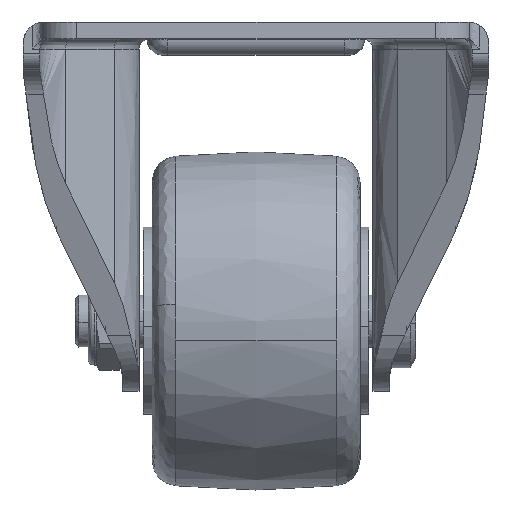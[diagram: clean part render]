
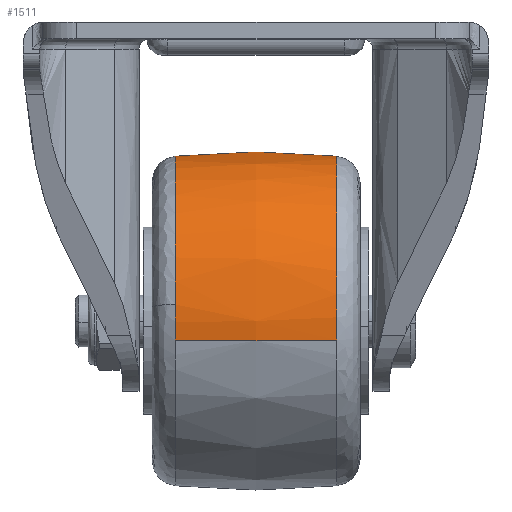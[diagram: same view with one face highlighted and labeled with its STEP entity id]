
A CAD part, left-side view. The second image highlights one B-rep face of the part: STEP entity #1511.
In plain terms, the highlighted free-form (B-spline) face has degree [2, 2] with [3, 9] control points.
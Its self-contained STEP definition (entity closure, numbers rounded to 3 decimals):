
#1022=CARTESIAN_POINT('',(30.957,15.517,-64.301));
#1023=VERTEX_POINT('',#1022);
#1037=CARTESIAN_POINT('',(0.0,15.517,-89.195));
#1038=VERTEX_POINT('',#1037);
#1039=CARTESIAN_POINT('',(30.957,15.517,-64.301));
#1040=CARTESIAN_POINT('',(25.488,15.517,-89.195));
#1041=CARTESIAN_POINT('',(0.0,15.517,-89.195));
#1049=(BOUNDED_CURVE()B_SPLINE_CURVE(2,(#1039,#1040,#1041),.UNSPECIFIED.,.F.,.U.)B_SPLINE_CURVE_WITH_KNOTS((3,3),(0.287,0.5),.UNSPECIFIED.)CURVE()GEOMETRIC_REPRESENTATION_ITEM()RATIONAL_B_SPLINE_CURVE((0.927,0.75,1.0))REPRESENTATION_ITEM(''));
#1050=EDGE_CURVE('',#1023,#1038,#1049,.T.);
#1052=CARTESIAN_POINT('',(-31.483,15.517,-61.16));
#1053=VERTEX_POINT('',#1052);
#1067=CARTESIAN_POINT('',(-31.535,15.517,-54.319));
#1068=VERTEX_POINT('',#1067);
#1069=CARTESIAN_POINT('',(-31.483,15.517,-61.16));
#1070=CARTESIAN_POINT('',(-31.695,15.517,-59.336));
#1071=CARTESIAN_POINT('',(-31.695,15.517,-57.5));
#1072=CARTESIAN_POINT('',(-31.695,15.517,-55.905));
#1073=CARTESIAN_POINT('',(-31.535,15.517,-54.319));
#1081=(BOUNDED_CURVE()B_SPLINE_CURVE(2,(#1069,#1070,#1071,#1072,#1073),.UNSPECIFIED.,.F.,.U.)B_SPLINE_CURVE_WITH_KNOTS((3,2,3),(0.73,0.75,0.767),.UNSPECIFIED.)CURVE()GEOMETRIC_REPRESENTATION_ITEM()RATIONAL_B_SPLINE_CURVE((0.957,0.977,1.0,0.98,0.962))REPRESENTATION_ITEM(''));
#1082=EDGE_CURVE('',#1053,#1068,#1081,.T.);
#1177=CARTESIAN_POINT('',(0.0,15.517,-25.805));
#1178=VERTEX_POINT('',#1177);
#1179=CARTESIAN_POINT('',(-31.535,15.517,-54.319));
#1180=CARTESIAN_POINT('',(-28.659,15.517,-25.805));
#1181=CARTESIAN_POINT('',(0.0,15.517,-25.805));
#1189=(BOUNDED_CURVE()B_SPLINE_CURVE(2,(#1179,#1180,#1181),.UNSPECIFIED.,.F.,.U.)B_SPLINE_CURVE_WITH_KNOTS((3,3),(0.767,1.0),.UNSPECIFIED.)CURVE()GEOMETRIC_REPRESENTATION_ITEM()RATIONAL_B_SPLINE_CURVE((0.962,0.728,1.0))REPRESENTATION_ITEM(''));
#1190=EDGE_CURVE('',#1068,#1178,#1189,.T.);
#1192=CARTESIAN_POINT('',(0.0,15.517,-25.805));
#1193=CARTESIAN_POINT('',(31.695,15.517,-25.805));
#1194=CARTESIAN_POINT('',(31.695,15.517,-57.5));
#1195=CARTESIAN_POINT('',(31.695,15.517,-60.941));
#1196=CARTESIAN_POINT('',(30.957,15.517,-64.301));
#1204=(BOUNDED_CURVE()B_SPLINE_CURVE(2,(#1192,#1193,#1194,#1195,#1196),.UNSPECIFIED.,.F.,.U.)B_SPLINE_CURVE_WITH_KNOTS((3,2,3),(0.0,0.25,0.287),.UNSPECIFIED.)CURVE()GEOMETRIC_REPRESENTATION_ITEM()RATIONAL_B_SPLINE_CURVE((1.0,0.707,1.0,0.957,0.927))REPRESENTATION_ITEM(''));
#1205=EDGE_CURVE('',#1178,#1023,#1204,.T.);
#1246=CARTESIAN_POINT('',(12.672,-15.517,-86.552));
#1247=VERTEX_POINT('',#1246);
#1248=CARTESIAN_POINT('',(0.0,-15.517,-89.195));
#1249=VERTEX_POINT('',#1248);
#1250=CARTESIAN_POINT('',(12.672,-15.517,-86.552));
#1251=CARTESIAN_POINT('',(6.612,-15.517,-89.195));
#1252=CARTESIAN_POINT('',(0.0,-15.517,-89.195));
#1260=(BOUNDED_CURVE()B_SPLINE_CURVE(2,(#1250,#1251,#1252),.UNSPECIFIED.,.F.,.U.)B_SPLINE_CURVE_WITH_KNOTS((3,3),(0.432,0.5),.UNSPECIFIED.)CURVE()GEOMETRIC_REPRESENTATION_ITEM()RATIONAL_B_SPLINE_CURVE((0.884,0.92,1.0))REPRESENTATION_ITEM(''));
#1261=EDGE_CURVE('',#1247,#1249,#1260,.T.);
#1325=CARTESIAN_POINT('',(31.493,-15.517,-53.923));
#1326=VERTEX_POINT('',#1325);
#1340=CARTESIAN_POINT('',(0.0,-15.517,-25.805));
#1341=VERTEX_POINT('',#1340);
#1342=CARTESIAN_POINT('',(0.0,-15.517,-25.805));
#1343=CARTESIAN_POINT('',(28.299,-15.517,-25.805));
#1344=CARTESIAN_POINT('',(31.493,-15.517,-53.923));
#1352=(BOUNDED_CURVE()B_SPLINE_CURVE(2,(#1342,#1343,#1344),.UNSPECIFIED.,.F.,.U.)B_SPLINE_CURVE_WITH_KNOTS((3,3),(0.0,0.23),.UNSPECIFIED.)CURVE()GEOMETRIC_REPRESENTATION_ITEM()RATIONAL_B_SPLINE_CURVE((1.0,0.73,0.958))REPRESENTATION_ITEM(''));
#1353=EDGE_CURVE('',#1341,#1326,#1352,.T.);
#1355=CARTESIAN_POINT('',(-31.483,-15.517,-61.16));
#1356=VERTEX_POINT('',#1355);
#1357=CARTESIAN_POINT('',(-31.483,-15.517,-61.16));
#1358=CARTESIAN_POINT('',(-31.695,-15.517,-59.336));
#1359=CARTESIAN_POINT('',(-31.695,-15.517,-57.5));
#1360=CARTESIAN_POINT('',(-31.695,-15.517,-25.805));
#1361=CARTESIAN_POINT('',(0.0,-15.517,-25.805));
#1369=(BOUNDED_CURVE()B_SPLINE_CURVE(2,(#1357,#1358,#1359,#1360,#1361),.UNSPECIFIED.,.F.,.U.)B_SPLINE_CURVE_WITH_KNOTS((3,2,3),(0.73,0.75,1.0),.UNSPECIFIED.)CURVE()GEOMETRIC_REPRESENTATION_ITEM()RATIONAL_B_SPLINE_CURVE((0.957,0.977,1.0,0.707,1.0))REPRESENTATION_ITEM(''));
#1370=EDGE_CURVE('',#1356,#1341,#1369,.T.);
#1405=CARTESIAN_POINT('',(31.493,-15.517,-53.923));
#1406=CARTESIAN_POINT('',(31.695,-15.517,-55.706));
#1407=CARTESIAN_POINT('',(31.695,-15.517,-57.5));
#1408=CARTESIAN_POINT('',(31.695,-15.517,-78.254));
#1409=CARTESIAN_POINT('',(12.672,-15.517,-86.552));
#1417=(BOUNDED_CURVE()B_SPLINE_CURVE(2,(#1405,#1406,#1407,#1408,#1409),.UNSPECIFIED.,.F.,.U.)B_SPLINE_CURVE_WITH_KNOTS((3,2,3),(0.23,0.25,0.432),.UNSPECIFIED.)CURVE()GEOMETRIC_REPRESENTATION_ITEM()RATIONAL_B_SPLINE_CURVE((0.958,0.977,1.0,0.787,0.884))REPRESENTATION_ITEM(''));
#1418=EDGE_CURVE('',#1326,#1247,#1417,.T.);
#1440=CARTESIAN_POINT('',(-31.316,17.058,-61.14));
#1441=CARTESIAN_POINT('',(-33.255,0.,-61.366));
#1442=CARTESIAN_POINT('',(-31.316,-17.058,-61.14));
#1443=CARTESIAN_POINT('',(-31.527,17.058,-59.326));
#1444=CARTESIAN_POINT('',(-33.479,0.,-59.439));
#1445=CARTESIAN_POINT('',(-31.527,-17.058,-59.326));
#1446=CARTESIAN_POINT('',(-31.527,17.058,-57.5));
#1447=CARTESIAN_POINT('',(-33.479,0.,-57.5));
#1448=CARTESIAN_POINT('',(-31.527,-17.058,-57.5));
#1449=CARTESIAN_POINT('',(-31.527,17.058,-25.973));
#1450=CARTESIAN_POINT('',(-33.479,0.,-24.021));
#1451=CARTESIAN_POINT('',(-31.527,-17.058,-25.973));
#1452=CARTESIAN_POINT('',(0.0,17.058,-25.973));
#1453=CARTESIAN_POINT('',(0.0,0.,-24.021));
#1454=CARTESIAN_POINT('',(0.0,-17.058,-25.973));
#1455=CARTESIAN_POINT('',(31.527,17.058,-25.973));
#1456=CARTESIAN_POINT('',(33.479,0.,-24.021));
#1457=CARTESIAN_POINT('',(31.527,-17.058,-25.973));
#1458=CARTESIAN_POINT('',(31.527,17.058,-57.5));
#1459=CARTESIAN_POINT('',(33.479,0.,-57.5));
#1460=CARTESIAN_POINT('',(31.527,-17.058,-57.5));
#1461=CARTESIAN_POINT('',(31.527,17.058,-89.027));
#1462=CARTESIAN_POINT('',(33.479,0.,-90.979));
#1463=CARTESIAN_POINT('',(31.527,-17.058,-89.027));
#1464=CARTESIAN_POINT('',(0.0,17.058,-89.027));
#1465=CARTESIAN_POINT('',(0.0,0.,-90.979));
#1466=CARTESIAN_POINT('',(0.0,-17.058,-89.027));
#1474=(BOUNDED_SURFACE()B_SPLINE_SURFACE(2,2,((#1440,#1443,#1446,#1449,#1452,#1455,#1458,#1461,#1464),(#1441,#1444,#1447,#1450,#1453,#1456,#1459,#1462,#1465),(#1442,#1445,#1448,#1451,#1454,#1457,#1460,#1463,#1466)),.UNSPECIFIED.,.F.,.F.,.U.)B_SPLINE_SURFACE_WITH_KNOTS((3,3),(3,2,2,2,3),(0.0,34.227),(0.0,4.308,58.156,112.003,165.851),.UNSPECIFIED.)GEOMETRIC_REPRESENTATION_ITEM()RATIONAL_B_SPLINE_SURFACE(((0.856,0.874,0.895,0.633,0.895,0.633,0.895,0.633,0.895),(0.85,0.868,0.889,0.628,0.889,0.628,0.889,0.628,0.889),(0.856,0.874,0.895,0.633,0.895,0.633,0.895,0.633,0.895)))REPRESENTATION_ITEM('')SURFACE());
#1475=ORIENTED_EDGE('',*,*,#1190,.F.);
#1476=ORIENTED_EDGE('',*,*,#1082,.F.);
#1477=CARTESIAN_POINT('',(-31.483,15.517,-61.16));
#1478=CARTESIAN_POINT('',(-33.086,0.,-61.346));
#1479=CARTESIAN_POINT('',(-31.483,-15.517,-61.16));
#1487=(BOUNDED_CURVE()B_SPLINE_CURVE(2,(#1477,#1478,#1479),.UNSPECIFIED.,.F.,.U.)B_SPLINE_CURVE_WITH_KNOTS((3,3),(0.426,0.574),.UNSPECIFIED.)CURVE()GEOMETRIC_REPRESENTATION_ITEM()RATIONAL_B_SPLINE_CURVE((0.856,0.851,0.856))REPRESENTATION_ITEM(''));
#1488=EDGE_CURVE('',#1053,#1356,#1487,.T.);
#1489=ORIENTED_EDGE('',*,*,#1488,.T.);
#1490=ORIENTED_EDGE('',*,*,#1370,.T.);
#1491=ORIENTED_EDGE('',*,*,#1353,.T.);
#1492=ORIENTED_EDGE('',*,*,#1418,.T.);
#1493=ORIENTED_EDGE('',*,*,#1261,.T.);
#1494=CARTESIAN_POINT('',(0.0,15.517,-89.195));
#1495=CARTESIAN_POINT('',(0.0,0.,-90.809));
#1496=CARTESIAN_POINT('',(0.0,-15.517,-89.195));
#1504=(BOUNDED_CURVE()B_SPLINE_CURVE(2,(#1494,#1495,#1496),.UNSPECIFIED.,.F.,.U.)B_SPLINE_CURVE_WITH_KNOTS((3,3),(0.426,0.574),.UNSPECIFIED.)CURVE()GEOMETRIC_REPRESENTATION_ITEM()RATIONAL_B_SPLINE_CURVE((0.894,0.889,0.894))REPRESENTATION_ITEM(''));
#1505=EDGE_CURVE('',#1038,#1249,#1504,.T.);
#1506=ORIENTED_EDGE('',*,*,#1505,.F.);
#1507=ORIENTED_EDGE('',*,*,#1050,.F.);
#1508=ORIENTED_EDGE('',*,*,#1205,.F.);
#1509=EDGE_LOOP('',(#1475,#1476,#1489,#1490,#1491,#1492,#1493,#1506,#1507,#1508));
#1510=FACE_OUTER_BOUND('',#1509,.T.);
#1511=ADVANCED_FACE('',(#1510),#1474,.T.);
